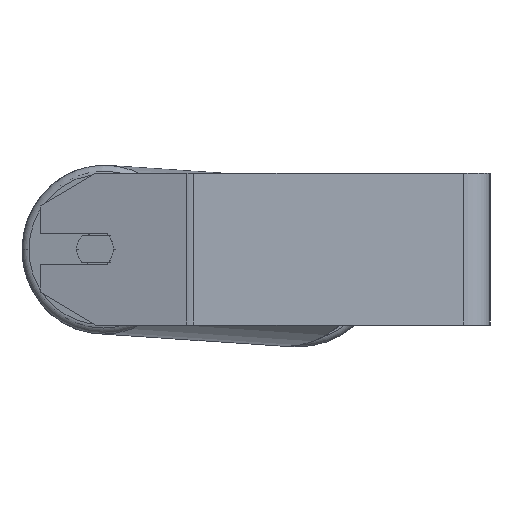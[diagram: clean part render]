
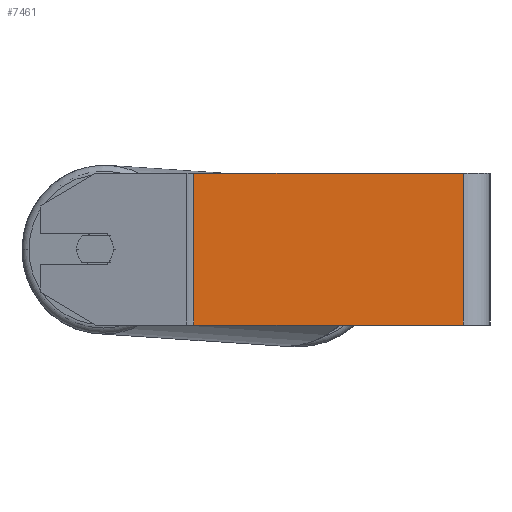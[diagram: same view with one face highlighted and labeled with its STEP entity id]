
A CAD part, left-side view. The second image highlights one B-rep face of the part: STEP entity #7461.
In plain terms, the highlighted planar face has unit normal (-1, 0, 0).
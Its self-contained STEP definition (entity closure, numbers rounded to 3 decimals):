
#7 = LINE ( 'NONE', #2714, #5273 ) ;
#212 = LINE ( 'NONE', #3534, #6763 ) ;
#342 = CARTESIAN_POINT ( 'NONE',  ( -620., 14., 40. ) ) ;
#429 = VERTEX_POINT ( 'NONE', #7446 ) ;
#625 = EDGE_LOOP ( 'NONE', ( #859, #3030, #4036, #4195 ) ) ;
#859 = ORIENTED_EDGE ( 'NONE', *, *, #866, .T. ) ;
#866 = EDGE_CURVE ( 'NONE', #429, #4340, #7, .T. ) ;
#1187 = CARTESIAN_POINT ( 'NONE',  ( -620., 157.781, 40. ) ) ;
#1232 = DIRECTION ( 'NONE',  ( 0., 0., -1. ) ) ;
#1853 = DIRECTION ( 'NONE',  ( 0., 0., -1. ) ) ;
#1858 = LINE ( 'NONE', #2567, #6178 ) ;
#2567 = CARTESIAN_POINT ( 'NONE',  ( -620., 14., 40. ) ) ;
#2714 = CARTESIAN_POINT ( 'NONE',  ( -620., 157.781, -40. ) ) ;
#2828 = CARTESIAN_POINT ( 'NONE',  ( -620., 155.938, 40. ) ) ;
#3030 = ORIENTED_EDGE ( 'NONE', *, *, #4739, .F. ) ;
#3075 = VECTOR ( 'NONE', #5534, 1000. ) ;
#3222 = FACE_OUTER_BOUND ( 'NONE', #625, .T. ) ;
#3534 = CARTESIAN_POINT ( 'NONE',  ( -620., 157.781, 40. ) ) ;
#3731 = VERTEX_POINT ( 'NONE', #8710 ) ;
#3927 = DIRECTION ( 'NONE',  ( 1., 0., 0. ) ) ;
#3956 = AXIS2_PLACEMENT_3D ( 'NONE', #1187, #3927, #1853 ) ;
#4036 = ORIENTED_EDGE ( 'NONE', *, *, #6005, .F. ) ;
#4195 = ORIENTED_EDGE ( 'NONE', *, *, #4909, .T. ) ;
#4340 = VERTEX_POINT ( 'NONE', #7221 ) ;
#4739 = EDGE_CURVE ( 'NONE', #6229, #4340, #1858, .T. ) ;
#4909 = EDGE_CURVE ( 'NONE', #3731, #429, #8040, .T. ) ;
#5273 = VECTOR ( 'NONE', #5905, 1000. ) ;
#5534 = DIRECTION ( 'NONE',  ( 0., 0., -1. ) ) ;
#5905 = DIRECTION ( 'NONE',  ( 0., -1., 0. ) ) ;
#5931 = PLANE ( 'NONE',  #3956 ) ;
#6005 = EDGE_CURVE ( 'NONE', #3731, #6229, #212, .T. ) ;
#6178 = VECTOR ( 'NONE', #1232, 1000. ) ;
#6229 = VERTEX_POINT ( 'NONE', #342 ) ;
#6763 = VECTOR ( 'NONE', #6857, 1000. ) ;
#6857 = DIRECTION ( 'NONE',  ( 0., -1., 0. ) ) ;
#7221 = CARTESIAN_POINT ( 'NONE',  ( -620., 14., -40. ) ) ;
#7446 = CARTESIAN_POINT ( 'NONE',  ( -620., 155.938, -40. ) ) ;
#7461 = ADVANCED_FACE ( 'NONE', ( #3222 ), #5931, .F. ) ;
#8040 = LINE ( 'NONE', #2828, #3075 ) ;
#8710 = CARTESIAN_POINT ( 'NONE',  ( -620., 155.938, 40. ) ) ;
